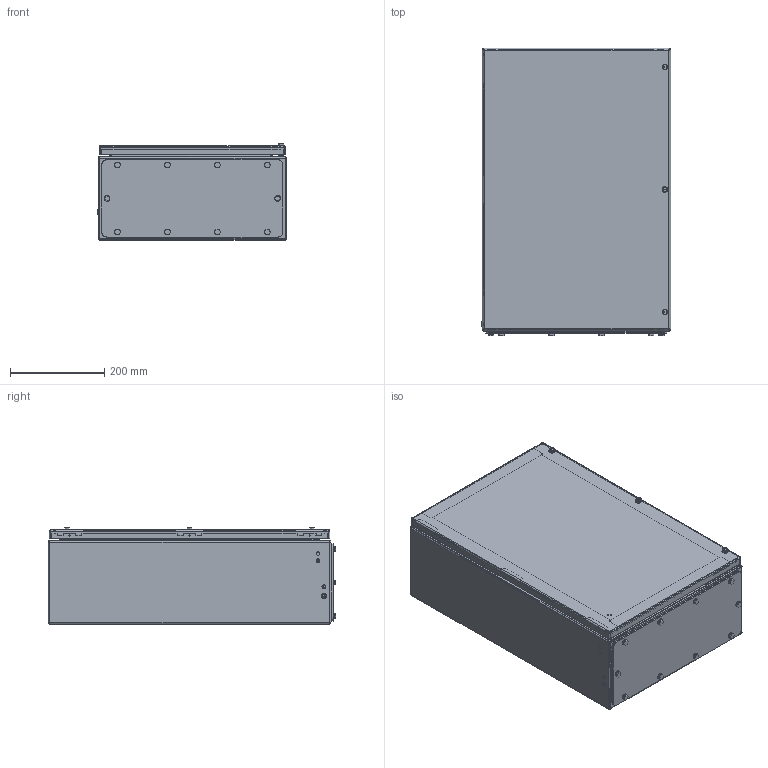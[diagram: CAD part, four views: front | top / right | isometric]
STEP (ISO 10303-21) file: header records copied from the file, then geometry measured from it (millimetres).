
FILE_DESCRIPTION(('CATIA V5R22 STEP214','CAx-IF Rec.Pracs.--- Model Styling and Organization---1.4--- 2014-01-23'),'2;1');
FILE_NAME ('1320881-3_2_8000071029_LD_8000071029_KEBX_HS_604020_S4B1_AK.stp','2022-02-04T09:16:38+00:00',('none'),('Weidmueller'),'CATIA Version 5-6 Release 2016 SP3 HF44','CATIA V5 STEP AP214','none');
FILE_SCHEMA(('AUTOMOTIVE_DESIGN { 1 0 10303 214 1 1 1 1 }'));
Products named in the file (1): HS KEBX 600X400X200 1GP
Bounding box: 401.5 x 610.25 x 207.1 mm (x, y, z)
Volume: 1947551.3 mm3; surface area: 2154584.7 mm2
Topology: 77 solids, 77 shells, 1689 faces, 4049 edges, 2600 vertices
Faces by surface type: plane 974, cylinder 597, cone 42, torus 36, sphere 24, bspline 16
Entity records: 53829 total; most frequent: CARTESIAN_POINT 15848, ORIENTED_EDGE 8050, DIRECTION 6764, EDGE_CURVE 4025, VERTEX_POINT 2600, AXIS2_PLACEMENT_3D 2563, VECTOR 2529, LINE 2529
